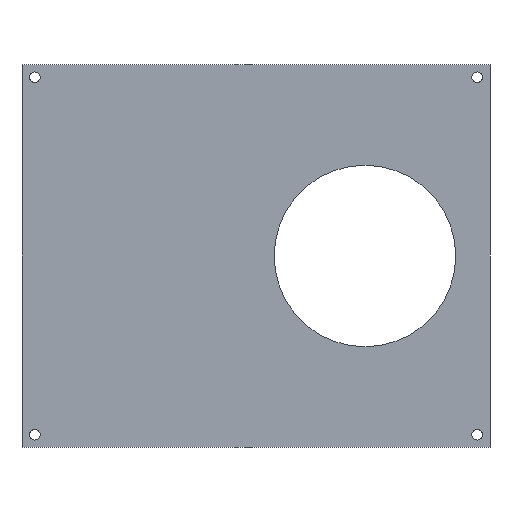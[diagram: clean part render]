
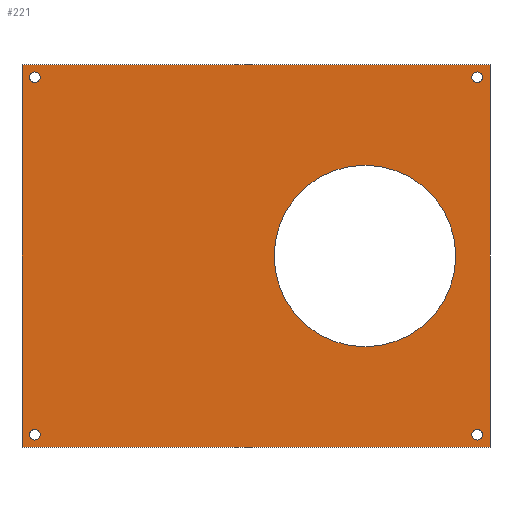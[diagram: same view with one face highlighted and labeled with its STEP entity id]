
A CAD part, left-side view. The second image highlights one B-rep face of the part: STEP entity #221.
In plain terms, the highlighted planar face has unit normal (-1, 0, 0).
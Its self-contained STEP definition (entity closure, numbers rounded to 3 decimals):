
#20=FACE_BOUND('',#58,.T.);
#21=FACE_BOUND('',#59,.T.);
#22=FACE_BOUND('',#60,.T.);
#23=FACE_BOUND('',#61,.T.);
#24=FACE_BOUND('',#62,.T.);
#30=PLANE('',#265);
#41=FACE_OUTER_BOUND('',#57,.T.);
#57=EDGE_LOOP('',(#197,#198,#199,#200));
#58=EDGE_LOOP('',(#201));
#59=EDGE_LOOP('',(#202));
#60=EDGE_LOOP('',(#203));
#61=EDGE_LOOP('',(#204));
#62=EDGE_LOOP('',(#205));
#68=LINE('',#361,#85);
#72=LINE('',#369,#89);
#75=LINE('',#375,#92);
#78=LINE('',#380,#95);
#85=VECTOR('',#305,10.);
#89=VECTOR('',#311,10.);
#92=VECTOR('',#316,10.);
#95=VECTOR('',#321,10.);
#98=CIRCLE('',#247,2.5);
#100=CIRCLE('',#250,2.5);
#102=CIRCLE('',#253,2.5);
#104=CIRCLE('',#256,2.5);
#106=CIRCLE('',#259,42.682);
#108=VERTEX_POINT('',#331);
#110=VERTEX_POINT('',#337);
#112=VERTEX_POINT('',#343);
#114=VERTEX_POINT('',#349);
#116=VERTEX_POINT('',#355);
#117=VERTEX_POINT('',#359);
#118=VERTEX_POINT('',#360);
#121=VERTEX_POINT('',#368);
#123=VERTEX_POINT('',#374);
#127=EDGE_CURVE('',#108,#108,#98,.T.);
#130=EDGE_CURVE('',#110,#110,#100,.T.);
#133=EDGE_CURVE('',#112,#112,#102,.T.);
#136=EDGE_CURVE('',#114,#114,#104,.T.);
#139=EDGE_CURVE('',#116,#116,#106,.T.);
#140=EDGE_CURVE('',#117,#118,#68,.T.);
#144=EDGE_CURVE('',#121,#117,#72,.T.);
#147=EDGE_CURVE('',#123,#121,#75,.T.);
#150=EDGE_CURVE('',#118,#123,#78,.T.);
#197=ORIENTED_EDGE('',*,*,#150,.F.);
#198=ORIENTED_EDGE('',*,*,#140,.F.);
#199=ORIENTED_EDGE('',*,*,#144,.F.);
#200=ORIENTED_EDGE('',*,*,#147,.F.);
#201=ORIENTED_EDGE('',*,*,#127,.T.);
#202=ORIENTED_EDGE('',*,*,#130,.T.);
#203=ORIENTED_EDGE('',*,*,#133,.T.);
#204=ORIENTED_EDGE('',*,*,#136,.T.);
#205=ORIENTED_EDGE('',*,*,#139,.T.);
#221=ADVANCED_FACE('',(#41,#20,#21,#22,#23,#24),#30,.F.);
#247=AXIS2_PLACEMENT_3D('',#333,#273,#274);
#250=AXIS2_PLACEMENT_3D('',#339,#280,#281);
#253=AXIS2_PLACEMENT_3D('',#345,#287,#288);
#256=AXIS2_PLACEMENT_3D('',#351,#294,#295);
#259=AXIS2_PLACEMENT_3D('',#357,#301,#302);
#265=AXIS2_PLACEMENT_3D('',#383,#325,#326);
#273=DIRECTION('center_axis',(1.,0.,0.));
#274=DIRECTION('ref_axis',(0.,0.,-1.));
#280=DIRECTION('center_axis',(1.,0.,0.));
#281=DIRECTION('ref_axis',(0.,0.,-1.));
#287=DIRECTION('center_axis',(1.,0.,0.));
#288=DIRECTION('ref_axis',(0.,0.,-1.));
#294=DIRECTION('center_axis',(1.,0.,0.));
#295=DIRECTION('ref_axis',(0.,0.,-1.));
#301=DIRECTION('center_axis',(1.,0.,0.));
#302=DIRECTION('ref_axis',(0.,0.,-1.));
#305=DIRECTION('',(0.,1.,0.));
#311=DIRECTION('',(0.,0.,-1.));
#316=DIRECTION('',(0.,-1.,0.));
#321=DIRECTION('',(0.,0.,1.));
#325=DIRECTION('center_axis',(1.,0.,0.));
#326=DIRECTION('ref_axis',(0.,0.,-1.));
#331=CARTESIAN_POINT('',(0.,-104.,-81.5));
#333=CARTESIAN_POINT('Origin',(0.,-104.,-84.));
#337=CARTESIAN_POINT('',(0.,104.,86.5));
#339=CARTESIAN_POINT('Origin',(0.,104.,84.));
#343=CARTESIAN_POINT('',(0.,104.,-81.5));
#345=CARTESIAN_POINT('Origin',(0.,104.,-84.));
#349=CARTESIAN_POINT('',(0.,-104.,86.5));
#351=CARTESIAN_POINT('Origin',(0.,-104.,84.));
#355=CARTESIAN_POINT('',(0.,-51.22,42.682));
#357=CARTESIAN_POINT('Origin',(0.,-51.22,0.));
#359=CARTESIAN_POINT('',(0.,-110.,-90.));
#360=CARTESIAN_POINT('',(0.,110.,-90.));
#361=CARTESIAN_POINT('',(0.,-110.,-90.));
#368=CARTESIAN_POINT('',(0.,-110.,90.));
#369=CARTESIAN_POINT('',(0.,-110.,90.));
#374=CARTESIAN_POINT('',(0.,110.,90.));
#375=CARTESIAN_POINT('',(0.,110.,90.));
#380=CARTESIAN_POINT('',(0.,110.,-90.));
#383=CARTESIAN_POINT('Origin',(0.,0.,0.));
